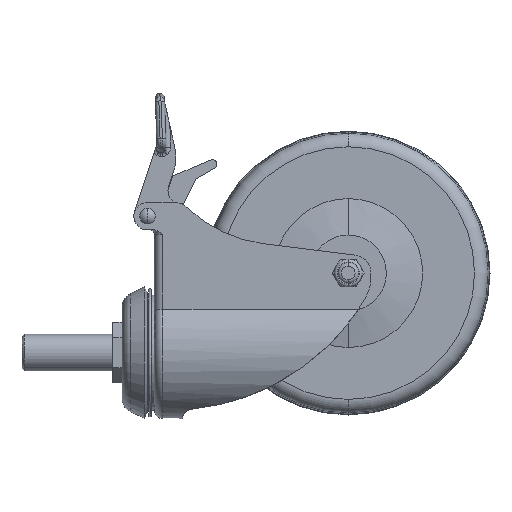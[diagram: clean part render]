
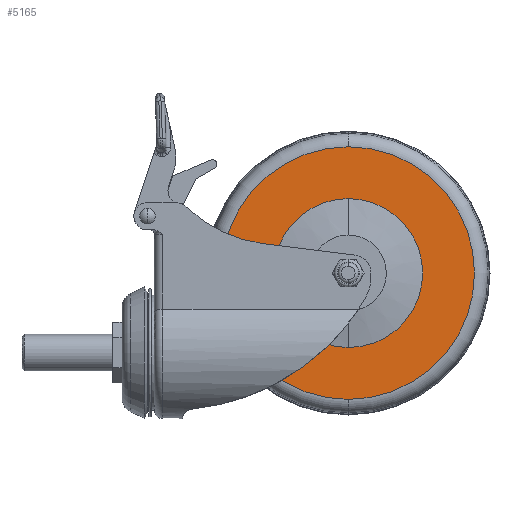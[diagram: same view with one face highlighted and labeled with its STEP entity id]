
A CAD part, left-side view. The second image highlights one B-rep face of the part: STEP entity #5165.
In plain terms, the highlighted planar face has unit normal (-1, 0, 0).
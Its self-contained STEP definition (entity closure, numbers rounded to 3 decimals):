
#104 = DIRECTION ( 'NONE',  ( -1., 0., 0. ) ) ;
#506 = PLANE ( 'NONE',  #2924 ) ;
#699 = CIRCLE ( 'NONE', #2319, 32.75 ) ;
#848 = EDGE_LOOP ( 'NONE', ( #1139, #4270 ) ) ;
#932 = DIRECTION ( 'NONE',  ( 0., 0., 1. ) ) ;
#1101 = DIRECTION ( 'NONE',  ( -1., 0., 0. ) ) ;
#1139 = ORIENTED_EDGE ( 'NONE', *, *, #1382, .F. ) ;
#1173 = CARTESIAN_POINT ( 'NONE',  ( -16., -143.5, -20.566 ) ) ;
#1376 = FACE_OUTER_BOUND ( 'NONE', #4660, .T. ) ;
#1382 = EDGE_CURVE ( 'NONE', #4108, #3043, #699, .T. ) ;
#1806 = AXIS2_PLACEMENT_3D ( 'NONE', #6374, #104, #7022 ) ;
#2048 = VERTEX_POINT ( 'NONE', #6072 ) ;
#2165 = DIRECTION ( 'NONE',  ( 0., 0., 1. ) ) ;
#2186 = CARTESIAN_POINT ( 'NONE',  ( -16., -143.5, 35. ) ) ;
#2243 = DIRECTION ( 'NONE',  ( 0., 0., 1. ) ) ;
#2319 = AXIS2_PLACEMENT_3D ( 'NONE', #2186, #4359, #932 ) ;
#2570 = CARTESIAN_POINT ( 'NONE',  ( -16., -143.5, 2.25 ) ) ;
#2611 = CARTESIAN_POINT ( 'NONE',  ( -16., -143.5, 35. ) ) ;
#2825 = AXIS2_PLACEMENT_3D ( 'NONE', #2611, #6650, #4363 ) ;
#2924 = AXIS2_PLACEMENT_3D ( 'NONE', #6845, #1101, #2243 ) ;
#3043 = VERTEX_POINT ( 'NONE', #6889 ) ;
#4108 = VERTEX_POINT ( 'NONE', #2570 ) ;
#4270 = ORIENTED_EDGE ( 'NONE', *, *, #5189, .F. ) ;
#4295 = EDGE_CURVE ( 'NONE', #7084, #2048, #4859, .T. ) ;
#4359 = DIRECTION ( 'NONE',  ( -1., 0., 0. ) ) ;
#4363 = DIRECTION ( 'NONE',  ( 0., 0., 1. ) ) ;
#4502 = EDGE_CURVE ( 'NONE', #2048, #7084, #6782, .T. ) ;
#4660 = EDGE_LOOP ( 'NONE', ( #5323, #6756 ) ) ;
#4859 = CIRCLE ( 'NONE', #1806, 55.566 ) ;
#4993 = CARTESIAN_POINT ( 'NONE',  ( -16., -143.5, 35. ) ) ;
#5165 = ADVANCED_FACE ( 'NONE', ( #1376, #7420 ), #506, .T. ) ;
#5189 = EDGE_CURVE ( 'NONE', #3043, #4108, #5310, .T. ) ;
#5310 = CIRCLE ( 'NONE', #7461, 32.75 ) ;
#5323 = ORIENTED_EDGE ( 'NONE', *, *, #4502, .T. ) ;
#5579 = DIRECTION ( 'NONE',  ( -1., 0., 0. ) ) ;
#6072 = CARTESIAN_POINT ( 'NONE',  ( -16., -143.5, 90.566 ) ) ;
#6374 = CARTESIAN_POINT ( 'NONE',  ( -16., -143.5, 35. ) ) ;
#6650 = DIRECTION ( 'NONE',  ( -1., 0., 0. ) ) ;
#6756 = ORIENTED_EDGE ( 'NONE', *, *, #4295, .T. ) ;
#6782 = CIRCLE ( 'NONE', #2825, 55.566 ) ;
#6845 = CARTESIAN_POINT ( 'NONE',  ( -16., 0., 35. ) ) ;
#6889 = CARTESIAN_POINT ( 'NONE',  ( -16., -143.5, 67.75 ) ) ;
#7022 = DIRECTION ( 'NONE',  ( 0., 0., 1. ) ) ;
#7084 = VERTEX_POINT ( 'NONE', #1173 ) ;
#7420 = FACE_BOUND ( 'NONE', #848, .T. ) ;
#7461 = AXIS2_PLACEMENT_3D ( 'NONE', #4993, #5579, #2165 ) ;
